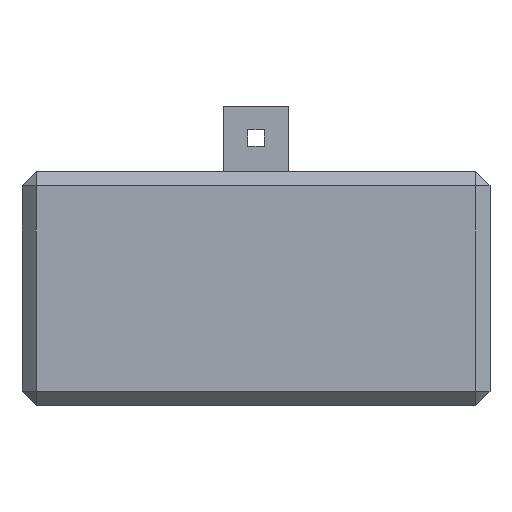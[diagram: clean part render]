
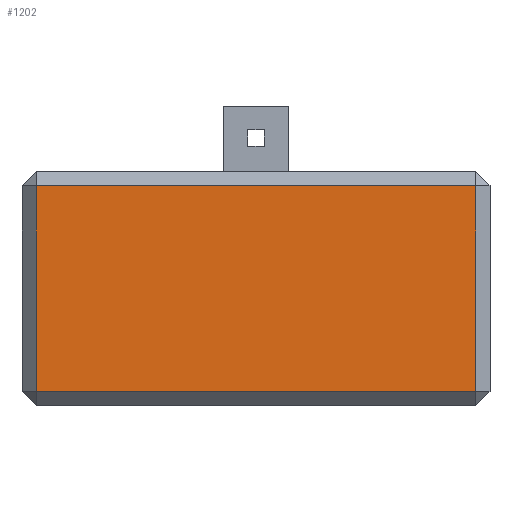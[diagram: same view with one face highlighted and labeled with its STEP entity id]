
A CAD part, left-side view. The second image highlights one B-rep face of the part: STEP entity #1202.
In plain terms, the highlighted planar face has unit normal (-1, 0, 0).
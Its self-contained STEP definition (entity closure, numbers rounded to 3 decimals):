
#14 = LINE ( 'NONE', #470, #1394 ) ;
#22 = DIRECTION ( 'NONE',  ( 0., 1., 0. ) ) ;
#58 = ORIENTED_EDGE ( 'NONE', *, *, #1136, .T. ) ;
#119 = VECTOR ( 'NONE', #22, 1000. ) ;
#134 = CARTESIAN_POINT ( 'NONE',  ( 0., 1.5, 23.5 ) ) ;
#159 = CARTESIAN_POINT ( 'NONE',  ( 0., 48.5, 1.5 ) ) ;
#163 = VECTOR ( 'NONE', #1105, 1000. ) ;
#175 = LINE ( 'NONE', #380, #1473 ) ;
#206 = FACE_OUTER_BOUND ( 'NONE', #960, .T. ) ;
#216 = EDGE_CURVE ( 'NONE', #950, #864, #14, .T. ) ;
#227 = AXIS2_PLACEMENT_3D ( 'NONE', #311, #1132, #873 ) ;
#243 = CARTESIAN_POINT ( 'NONE',  ( 0., 1.5, 1.5 ) ) ;
#311 = CARTESIAN_POINT ( 'NONE',  ( 0., 0., 25. ) ) ;
#322 = LINE ( 'NONE', #1342, #163 ) ;
#342 = DIRECTION ( 'NONE',  ( 0., 0., 1. ) ) ;
#371 = VERTEX_POINT ( 'NONE', #159 ) ;
#380 = CARTESIAN_POINT ( 'NONE',  ( 0., 48.5, 25. ) ) ;
#394 = EDGE_CURVE ( 'NONE', #864, #723, #1173, .T. ) ;
#470 = CARTESIAN_POINT ( 'NONE',  ( 0., 1.5, 25. ) ) ;
#575 = ORIENTED_EDGE ( 'NONE', *, *, #216, .T. ) ;
#608 = ORIENTED_EDGE ( 'NONE', *, *, #1058, .T. ) ;
#627 = ORIENTED_EDGE ( 'NONE', *, *, #394, .T. ) ;
#723 = VERTEX_POINT ( 'NONE', #1197 ) ;
#864 = VERTEX_POINT ( 'NONE', #134 ) ;
#873 = DIRECTION ( 'NONE',  ( 0., 0., -1. ) ) ;
#888 = PLANE ( 'NONE',  #227 ) ;
#950 = VERTEX_POINT ( 'NONE', #243 ) ;
#960 = EDGE_LOOP ( 'NONE', ( #608, #58, #575, #627 ) ) ;
#1055 = CARTESIAN_POINT ( 'NONE',  ( 0., 0., 23.5 ) ) ;
#1058 = EDGE_CURVE ( 'NONE', #723, #371, #175, .T. ) ;
#1105 = DIRECTION ( 'NONE',  ( 0., -1., 0. ) ) ;
#1132 = DIRECTION ( 'NONE',  ( 1., 0., 0. ) ) ;
#1136 = EDGE_CURVE ( 'NONE', #371, #950, #322, .T. ) ;
#1173 = LINE ( 'NONE', #1055, #119 ) ;
#1197 = CARTESIAN_POINT ( 'NONE',  ( 0., 48.5, 23.5 ) ) ;
#1202 = ADVANCED_FACE ( 'NONE', ( #206 ), #888, .F. ) ;
#1329 = DIRECTION ( 'NONE',  ( 0., 0., -1. ) ) ;
#1342 = CARTESIAN_POINT ( 'NONE',  ( 0., 0., 1.5 ) ) ;
#1394 = VECTOR ( 'NONE', #342, 1000. ) ;
#1473 = VECTOR ( 'NONE', #1329, 1000. ) ;
